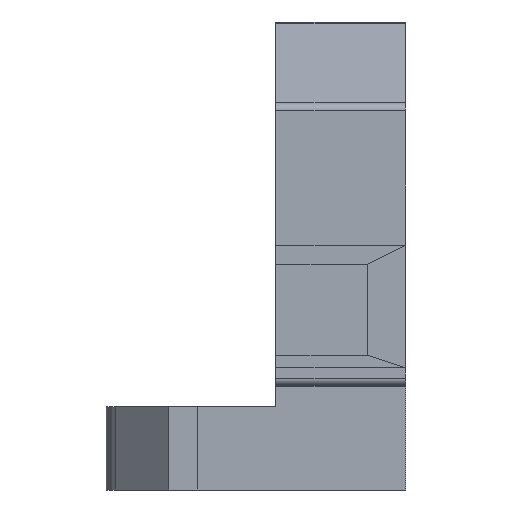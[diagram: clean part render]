
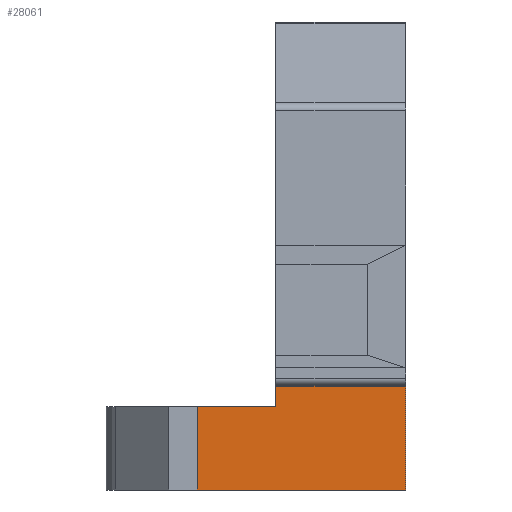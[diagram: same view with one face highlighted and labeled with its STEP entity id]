
A CAD part, left-side view. The second image highlights one B-rep face of the part: STEP entity #28061.
In plain terms, the highlighted planar face has unit normal (-1, 0, 0).
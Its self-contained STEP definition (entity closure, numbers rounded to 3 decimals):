
#1796 = DIRECTION ( 'NONE',  ( 0., 0., -1. ) ) ;
#3182 = PLANE ( 'NONE',  #17199 ) ;
#3493 = FACE_OUTER_BOUND ( 'NONE', #25639, .T. ) ;
#4035 = VERTEX_POINT ( 'NONE', #15966 ) ;
#4571 = EDGE_CURVE ( 'NONE', #16989, #18270, #29300, .T. ) ;
#4879 = VECTOR ( 'NONE', #7587, 1000. ) ;
#6999 = LINE ( 'NONE', #19148, #30747 ) ;
#7229 = VERTEX_POINT ( 'NONE', #29654 ) ;
#7264 = VECTOR ( 'NONE', #1796, 1000. ) ;
#7587 = DIRECTION ( 'NONE',  ( 0., 0., 1. ) ) ;
#7665 = CARTESIAN_POINT ( 'NONE',  ( -9.25, 5., 4. ) ) ;
#8157 = EDGE_CURVE ( 'NONE', #23866, #19158, #9577, .T. ) ;
#8711 = VECTOR ( 'NONE', #14881, 1000. ) ;
#9192 = ORIENTED_EDGE ( 'NONE', *, *, #4571, .F. ) ;
#9577 = LINE ( 'NONE', #28488, #7264 ) ;
#9696 = DIRECTION ( 'NONE',  ( 0., -1., 0. ) ) ;
#10652 = CARTESIAN_POINT ( 'NONE',  ( -9.25, 8.02, 0. ) ) ;
#11145 = EDGE_CURVE ( 'NONE', #19158, #7229, #19178, .T. ) ;
#11764 = DIRECTION ( 'NONE',  ( 0., -1., 0. ) ) ;
#11879 = ORIENTED_EDGE ( 'NONE', *, *, #12779, .T. ) ;
#12779 = EDGE_CURVE ( 'NONE', #7229, #18270, #19267, .T. ) ;
#12797 = CARTESIAN_POINT ( 'NONE',  ( -9.25, 5., 0. ) ) ;
#13110 = DIRECTION ( 'NONE',  ( 1., 0., 0. ) ) ;
#13351 = ORIENTED_EDGE ( 'NONE', *, *, #27967, .F. ) ;
#13391 = VECTOR ( 'NONE', #11764, 1000. ) ;
#13646 = VECTOR ( 'NONE', #9696, 1000. ) ;
#14231 = EDGE_CURVE ( 'NONE', #4035, #16989, #6999, .T. ) ;
#14545 = LINE ( 'NONE', #24668, #13646 ) ;
#14881 = DIRECTION ( 'NONE',  ( 0., -1., 0. ) ) ;
#15966 = CARTESIAN_POINT ( 'NONE',  ( -9.25, 5., 3.2 ) ) ;
#16989 = VERTEX_POINT ( 'NONE', #21297 ) ;
#17199 = AXIS2_PLACEMENT_3D ( 'NONE', #12797, #13110, #22760 ) ;
#18270 = VERTEX_POINT ( 'NONE', #19412 ) ;
#19148 = CARTESIAN_POINT ( 'NONE',  ( -9.25, 5., 0. ) ) ;
#19158 = VERTEX_POINT ( 'NONE', #10652 ) ;
#19178 = LINE ( 'NONE', #23729, #13391 ) ;
#19267 = LINE ( 'NONE', #31286, #4879 ) ;
#19412 = CARTESIAN_POINT ( 'NONE',  ( -9.25, 0., 4. ) ) ;
#20887 = DIRECTION ( 'NONE',  ( 0., 0., 1. ) ) ;
#21193 = CARTESIAN_POINT ( 'NONE',  ( -9.25, 8.02, 3.2 ) ) ;
#21297 = CARTESIAN_POINT ( 'NONE',  ( -9.25, 5., 4. ) ) ;
#21982 = ORIENTED_EDGE ( 'NONE', *, *, #14231, .F. ) ;
#22760 = DIRECTION ( 'NONE',  ( 0., 1., 0. ) ) ;
#23729 = CARTESIAN_POINT ( 'NONE',  ( -9.25, 5., 0. ) ) ;
#23866 = VERTEX_POINT ( 'NONE', #21193 ) ;
#24668 = CARTESIAN_POINT ( 'NONE',  ( -9.25, 5., 3.2 ) ) ;
#25015 = ORIENTED_EDGE ( 'NONE', *, *, #8157, .T. ) ;
#25639 = EDGE_LOOP ( 'NONE', ( #11879, #9192, #21982, #13351, #25015, #29613 ) ) ;
#27967 = EDGE_CURVE ( 'NONE', #23866, #4035, #14545, .T. ) ;
#28061 = ADVANCED_FACE ( 'NONE', ( #3493 ), #3182, .F. ) ;
#28488 = CARTESIAN_POINT ( 'NONE',  ( -9.25, 8.02, 3.2 ) ) ;
#29300 = LINE ( 'NONE', #7665, #8711 ) ;
#29613 = ORIENTED_EDGE ( 'NONE', *, *, #11145, .T. ) ;
#29654 = CARTESIAN_POINT ( 'NONE',  ( -9.25, 0., 0. ) ) ;
#30747 = VECTOR ( 'NONE', #20887, 1000. ) ;
#31286 = CARTESIAN_POINT ( 'NONE',  ( -9.25, 0., 0. ) ) ;
